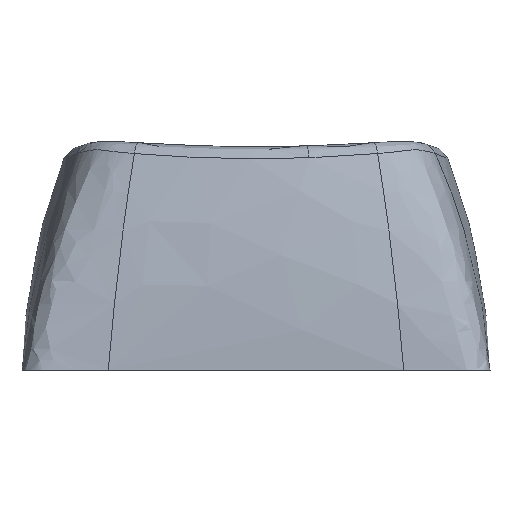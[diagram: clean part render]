
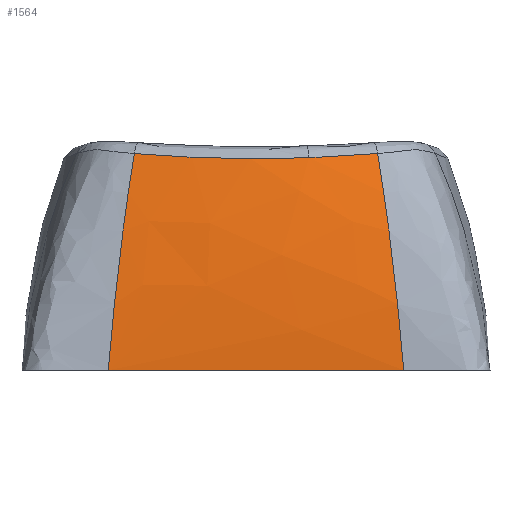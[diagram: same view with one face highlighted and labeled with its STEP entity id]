
A CAD part, front view. The second image highlights one B-rep face of the part: STEP entity #1564.
In plain terms, the highlighted free-form (B-spline) face has degree [3, 3] with [5, 11] control points.
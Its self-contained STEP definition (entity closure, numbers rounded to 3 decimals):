
#72=LINE('',#5635,#132);
#132=VECTOR('',#1782,10.);
#281=FACE_OUTER_BOUND('',#369,.T.);
#369=EDGE_LOOP('',(#1181,#1182,#1183,#1184,#1185));
#507=B_SPLINE_CURVE_WITH_KNOTS('',3,(#4277,#4278,#4279,#4280),
 .UNSPECIFIED.,.F.,.F.,(4,4),(-0.264,0.),
 .UNSPECIFIED.);
#545=B_SPLINE_CURVE_WITH_KNOTS('',3,(#5248,#5249,#5250,#5251,#5252,#5253,
#5254,#5255,#5256,#5257),.UNSPECIFIED.,.F.,.F.,(4,2,2,2,4),(-0.929,
-0.842,-0.772,-0.628,-0.264),
 .UNSPECIFIED.);
#554=B_SPLINE_CURVE_WITH_KNOTS('',3,(#5553,#5554,#5555,#5556,#5557),
 .UNSPECIFIED.,.F.,.F.,(4,1,4),(-1.,-0.59,-0.051),
 .UNSPECIFIED.);
#556=B_SPLINE_CURVE_WITH_KNOTS('',3,(#5630,#5631,#5632,#5633,#5634),
 .UNSPECIFIED.,.F.,.F.,(4,1,4),(-1.,-0.593,-0.051),
 .UNSPECIFIED.);
#632=VERTEX_POINT('',#4267);
#634=VERTEX_POINT('',#4276);
#669=VERTEX_POINT('',#5246);
#676=VERTEX_POINT('',#5552);
#677=VERTEX_POINT('',#5629);
#812=EDGE_CURVE('',#632,#634,#507,.T.);
#859=EDGE_CURVE('',#669,#632,#545,.T.);
#869=EDGE_CURVE('',#676,#634,#554,.T.);
#871=EDGE_CURVE('',#677,#669,#556,.T.);
#872=EDGE_CURVE('',#676,#677,#72,.T.);
#1181=ORIENTED_EDGE('',*,*,#859,.F.);
#1182=ORIENTED_EDGE('',*,*,#871,.F.);
#1183=ORIENTED_EDGE('',*,*,#872,.F.);
#1184=ORIENTED_EDGE('',*,*,#869,.T.);
#1185=ORIENTED_EDGE('',*,*,#812,.F.);
#1533=B_SPLINE_SURFACE_WITH_KNOTS('',3,3,((#5574,#5575,#5576,#5577,#5578,
#5579,#5580,#5581,#5582,#5583,#5584),(#5585,#5586,#5587,#5588,#5589,#5590,
#5591,#5592,#5593,#5594,#5595),(#5596,#5597,#5598,#5599,#5600,#5601,#5602,
#5603,#5604,#5605,#5606),(#5607,#5608,#5609,#5610,#5611,#5612,#5613,#5614,
#5615,#5616,#5617),(#5618,#5619,#5620,#5621,#5622,#5623,#5624,#5625,#5626,
#5627,#5628)),.UNSPECIFIED.,.F.,.F.,.F.,(4,1,4),(4,1,1,2,1,1,1,4),(-1.,
-0.593,-0.051),(-5.405,-5.356,
-5.29,-5.157,-4.813,-4.673,
-4.604,-4.518),.UNSPECIFIED.);
#1564=ADVANCED_FACE('',(#281),#1533,.T.);
#1782=DIRECTION('',(-1.,0.,0.));
#4267=CARTESIAN_POINT('',(2.061,-7.382,3.723));
#4276=CARTESIAN_POINT('',(4.734,-6.978,3.887));
#4277=CARTESIAN_POINT('Ctrl Pts',(2.061,-7.382,3.723));
#4278=CARTESIAN_POINT('Ctrl Pts',(2.961,-7.301,3.757));
#4279=CARTESIAN_POINT('Ctrl Pts',(3.855,-7.166,3.812));
#4280=CARTESIAN_POINT('Ctrl Pts',(4.734,-6.978,3.887));
#5246=CARTESIAN_POINT('',(-4.733,-6.978,3.887));
#5248=CARTESIAN_POINT('Ctrl Pts',(-4.733,-6.978,3.887));
#5249=CARTESIAN_POINT('Ctrl Pts',(-4.444,-7.04,3.862));
#5250=CARTESIAN_POINT('Ctrl Pts',(-4.154,-7.096,3.839));
#5251=CARTESIAN_POINT('Ctrl Pts',(-3.624,-7.186,3.803));
#5252=CARTESIAN_POINT('Ctrl Pts',(-3.385,-7.223,3.787));
#5253=CARTESIAN_POINT('Ctrl Pts',(-2.658,-7.323,3.746));
#5254=CARTESIAN_POINT('Ctrl Pts',(-2.168,-7.375,3.725));
#5255=CARTESIAN_POINT('Ctrl Pts',(-0.433,-7.501,
3.673));
#5256=CARTESIAN_POINT('Ctrl Pts',(0.816,-7.495,3.678));
#5257=CARTESIAN_POINT('Ctrl Pts',(2.061,-7.382,3.723));
#5552=CARTESIAN_POINT('',(5.75,-9.105,-4.55));
#5553=CARTESIAN_POINT('Ctrl Pts',(5.75,-9.105,-4.55));
#5554=CARTESIAN_POINT('Ctrl Pts',(5.67,-9.043,-3.519));
#5555=CARTESIAN_POINT('Ctrl Pts',(5.411,-8.656,-0.853));
#5556=CARTESIAN_POINT('Ctrl Pts',(5.021,-7.77,2.145));
#5557=CARTESIAN_POINT('Ctrl Pts',(4.734,-6.978,3.887));
#5574=CARTESIAN_POINT('Ctrl Pts',(5.75,-9.105,-4.55));
#5575=CARTESIAN_POINT('Ctrl Pts',(5.528,-9.105,-4.55));
#5576=CARTESIAN_POINT('Ctrl Pts',(5.01,-9.105,-4.55));
#5577=CARTESIAN_POINT('Ctrl Pts',(3.904,-9.105,-4.55));
#5578=CARTESIAN_POINT('Ctrl Pts',(3.034,-9.105,-4.55));
#5579=CARTESIAN_POINT('Ctrl Pts',(0.939,-9.105,-4.55));
#5580=CARTESIAN_POINT('Ctrl Pts',(-1.124,-9.105,-4.55));
#5581=CARTESIAN_POINT('Ctrl Pts',(-3.464,-9.105,-4.55));
#5582=CARTESIAN_POINT('Ctrl Pts',(-4.716,-9.105,-4.55));
#5583=CARTESIAN_POINT('Ctrl Pts',(-5.38,-9.105,-4.55));
#5584=CARTESIAN_POINT('Ctrl Pts',(-5.75,-9.105,-4.55));
#5585=CARTESIAN_POINT('Ctrl Pts',(5.671,-9.044,-3.528));
#5586=CARTESIAN_POINT('Ctrl Pts',(5.453,-9.048,-3.531));
#5587=CARTESIAN_POINT('Ctrl Pts',(4.944,-9.057,-3.536));
#5588=CARTESIAN_POINT('Ctrl Pts',(3.855,-9.074,-3.545));
#5589=CARTESIAN_POINT('Ctrl Pts',(2.998,-9.084,-3.551));
#5590=CARTESIAN_POINT('Ctrl Pts',(0.93,-9.101,-3.561));
#5591=CARTESIAN_POINT('Ctrl Pts',(-1.112,-9.102,-3.561));
#5592=CARTESIAN_POINT('Ctrl Pts',(-3.422,-9.079,-3.548));
#5593=CARTESIAN_POINT('Ctrl Pts',(-4.654,-9.062,-3.539));
#5594=CARTESIAN_POINT('Ctrl Pts',(-5.307,-9.051,-3.532));
#5595=CARTESIAN_POINT('Ctrl Pts',(-5.67,-9.044,-3.528));
#5596=CARTESIAN_POINT('Ctrl Pts',(5.413,-8.658,-0.865));
#5597=CARTESIAN_POINT('Ctrl Pts',(5.208,-8.673,-0.872));
#5598=CARTESIAN_POINT('Ctrl Pts',(4.727,-8.706,-0.889));
#5599=CARTESIAN_POINT('Ctrl Pts',(3.695,-8.767,-0.918));
#5600=CARTESIAN_POINT('Ctrl Pts',(2.875,-8.803,-0.936));
#5601=CARTESIAN_POINT('Ctrl Pts',(0.899,-8.867,-0.966));
#5602=CARTESIAN_POINT('Ctrl Pts',(-1.071,-8.87,-0.968));
#5603=CARTESIAN_POINT('Ctrl Pts',(-3.282,-8.786,-0.928));
#5604=CARTESIAN_POINT('Ctrl Pts',(-4.454,-8.723,-0.897));
#5605=CARTESIAN_POINT('Ctrl Pts',(-5.07,-8.683,-0.877));
#5606=CARTESIAN_POINT('Ctrl Pts',(-5.411,-8.658,-0.865));
#5607=CARTESIAN_POINT('Ctrl Pts',(5.023,-7.775,2.133));
#5608=CARTESIAN_POINT('Ctrl Pts',(4.836,-7.803,2.123));
#5609=CARTESIAN_POINT('Ctrl Pts',(4.397,-7.864,2.099));
#5610=CARTESIAN_POINT('Ctrl Pts',(3.447,-7.978,2.056));
#5611=CARTESIAN_POINT('Ctrl Pts',(2.685,-8.044,2.031));
#5612=CARTESIAN_POINT('Ctrl Pts',(0.848,-8.162,1.986));
#5613=CARTESIAN_POINT('Ctrl Pts',(-1.006,-8.167,1.985));
#5614=CARTESIAN_POINT('Ctrl Pts',(-3.067,-8.013,2.043));
#5615=CARTESIAN_POINT('Ctrl Pts',(-4.149,-7.896,2.087));
#5616=CARTESIAN_POINT('Ctrl Pts',(-4.712,-7.821,2.116));
#5617=CARTESIAN_POINT('Ctrl Pts',(-5.022,-7.776,2.133));
#5618=CARTESIAN_POINT('Ctrl Pts',(4.734,-6.978,3.887));
#5619=CARTESIAN_POINT('Ctrl Pts',(4.559,-7.014,3.876));
#5620=CARTESIAN_POINT('Ctrl Pts',(4.149,-7.092,3.851));
#5621=CARTESIAN_POINT('Ctrl Pts',(3.26,-7.238,3.806));
#5622=CARTESIAN_POINT('Ctrl Pts',(2.54,-7.323,3.78));
#5623=CARTESIAN_POINT('Ctrl Pts',(0.809,-7.473,3.733));
#5624=CARTESIAN_POINT('Ctrl Pts',(-0.956,-7.479,
3.731));
#5625=CARTESIAN_POINT('Ctrl Pts',(-2.905,-7.282,3.792));
#5626=CARTESIAN_POINT('Ctrl Pts',(-3.92,-7.132,3.839));
#5627=CARTESIAN_POINT('Ctrl Pts',(-4.446,-7.037,3.869));
#5628=CARTESIAN_POINT('Ctrl Pts',(-4.733,-6.978,3.887));
#5629=CARTESIAN_POINT('',(-5.75,-9.105,-4.55));
#5630=CARTESIAN_POINT('Ctrl Pts',(-5.75,-9.105,-4.55));
#5631=CARTESIAN_POINT('Ctrl Pts',(-5.67,-9.044,-3.528));
#5632=CARTESIAN_POINT('Ctrl Pts',(-5.411,-8.658,-0.865));
#5633=CARTESIAN_POINT('Ctrl Pts',(-5.022,-7.776,2.133));
#5634=CARTESIAN_POINT('Ctrl Pts',(-4.733,-6.978,3.887));
#5635=CARTESIAN_POINT('',(8.105,-9.105,-4.55));
